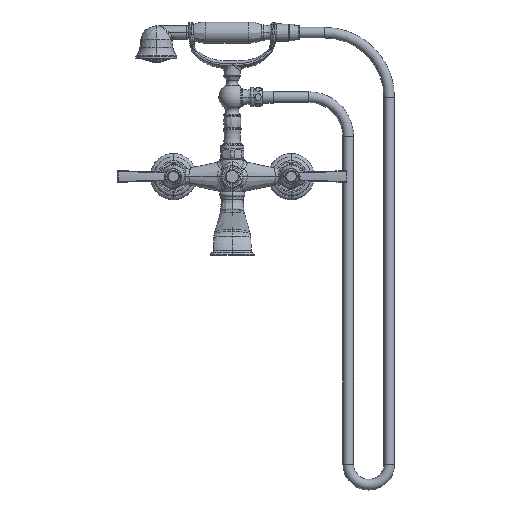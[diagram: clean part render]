
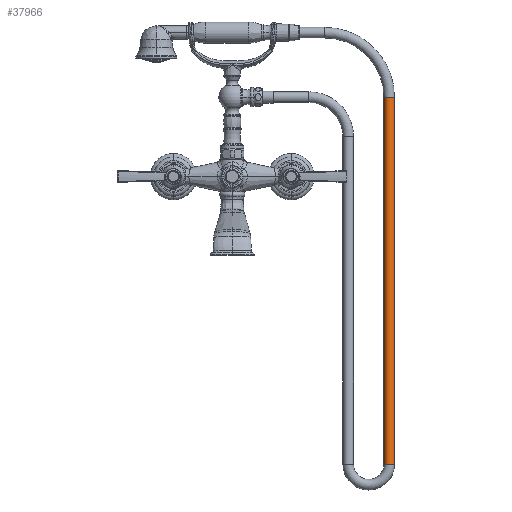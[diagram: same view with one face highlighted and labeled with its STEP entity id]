
A CAD part, top view. The second image highlights one B-rep face of the part: STEP entity #37966.
In plain terms, the highlighted cylindrical face has radius 6.858 mm (diameter 13.716 mm), a partial arc.
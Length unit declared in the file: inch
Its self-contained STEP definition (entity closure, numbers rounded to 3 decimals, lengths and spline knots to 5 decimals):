
#12045=DIRECTION('',(0.,-1.,0.));
#12046=VECTOR('',#12045,18.713);
#12047=CARTESIAN_POINT('',(7.73343,4.04827,0.));
#12048=LINE('',#12047,#12046);
#12049=CARTESIAN_POINT('',(8.00343,4.04827,0.));
#12050=DIRECTION('',(0.,-1.,0.));
#12051=DIRECTION('',(1.,0.,0.));
#12052=AXIS2_PLACEMENT_3D('',#12049,#12050,#12051);
#12054=DIRECTION('',(0.,-1.,0.));
#12055=VECTOR('',#12054,18.713);
#12056=CARTESIAN_POINT('',(8.27343,4.04827,0.));
#12057=LINE('',#12056,#12055);
#12058=CARTESIAN_POINT('',(8.00343,-14.66473,0.));
#12059=DIRECTION('',(0.,-1.,0.));
#12060=DIRECTION('',(1.,0.,0.));
#12061=AXIS2_PLACEMENT_3D('',#12058,#12059,#12060);
#13849=CARTESIAN_POINT('',(7.73343,4.04827,0.));
#13850=CARTESIAN_POINT('',(8.27343,4.04827,0.));
#13851=VERTEX_POINT('',#13849);
#13852=VERTEX_POINT('',#13850);
#13853=CARTESIAN_POINT('',(7.73343,-14.66473,0.));
#13854=VERTEX_POINT('',#13853);
#13855=CARTESIAN_POINT('',(8.27343,-14.66473,0.));
#13856=VERTEX_POINT('',#13855);
#37954=CARTESIAN_POINT('',(8.00343,4.04827,0.));
#37955=DIRECTION('',(0.,-1.,0.));
#37956=DIRECTION('',(-1.,0.,0.));
#37957=AXIS2_PLACEMENT_3D('',#37954,#37955,#37956);
#37958=CYLINDRICAL_SURFACE('',#37957,0.27);
#37959=ORIENTED_EDGE('',*,*,#37919,.F.);
#37960=ORIENTED_EDGE('',*,*,#37949,.T.);
#37962=ORIENTED_EDGE('',*,*,#37961,.T.);
#37963=ORIENTED_EDGE('',*,*,#37945,.F.);
#37964=EDGE_LOOP('',(#37959,#37960,#37962,#37963));
#37965=FACE_OUTER_BOUND('',#37964,.F.);
#37966=ADVANCED_FACE('',(#37965),#37958,.T.);
#12053=CIRCLE('',#12052,0.27);
#12062=CIRCLE('',#12061,0.27);
#37919=EDGE_CURVE('',#13852,#13851,#12053,.T.);
#37945=EDGE_CURVE('',#13851,#13854,#12048,.T.);
#37949=EDGE_CURVE('',#13852,#13856,#12057,.T.);
#37961=EDGE_CURVE('',#13856,#13854,#12062,.T.);
